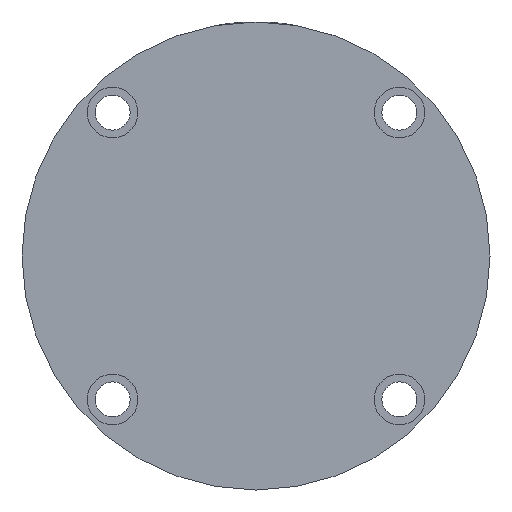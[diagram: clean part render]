
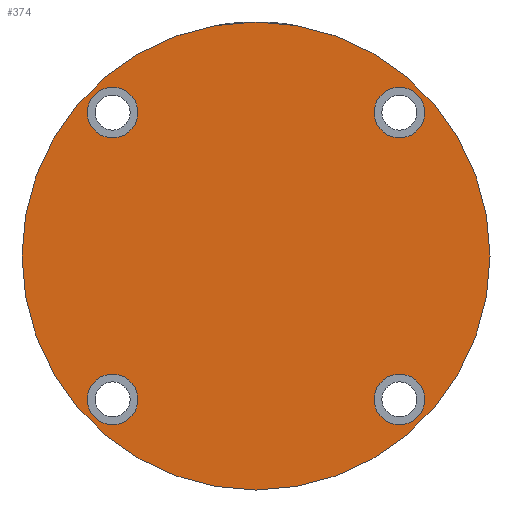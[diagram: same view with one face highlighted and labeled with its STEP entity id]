
A CAD part, left-side view. The second image highlights one B-rep face of the part: STEP entity #374.
In plain terms, the highlighted face is planar.
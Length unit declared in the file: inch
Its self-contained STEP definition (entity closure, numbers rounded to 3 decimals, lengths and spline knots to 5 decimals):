
#53 = CARTESIAN_POINT ( 'NONE',  ( -1.14905, 0.66, 1.14905 ) ) ;
#73 = AXIS2_PLACEMENT_3D ( 'NONE', #109, #2581, #474 ) ;
#79 = CARTESIAN_POINT ( 'NONE',  ( -1.14905, 0.66, -1.35205 ) ) ;
#109 = CARTESIAN_POINT ( 'NONE',  ( 1.14905, 0.66, -1.14905 ) ) ;
#265 = AXIS2_PLACEMENT_3D ( 'NONE', #281, #2748, #612 ) ;
#281 = CARTESIAN_POINT ( 'NONE',  ( 1.14905, 0.66, 1.14905 ) ) ;
#350 = ORIENTED_EDGE ( 'NONE', *, *, #4549, .F. ) ;
#364 = AXIS2_PLACEMENT_3D ( 'NONE', #3568, #1411, #3917 ) ;
#369 = CARTESIAN_POINT ( 'NONE',  ( -1.14905, 0.66, 1.35205 ) ) ;
#374 = ADVANCED_FACE ( 'PLANAR_0', ( #595, #2708, #819, #4485, #3565 ), #1225, .F. ) ;
#430 = DIRECTION ( 'NONE',  ( 0., 0., 1. ) ) ;
#474 = DIRECTION ( 'NONE',  ( 0., 0., 1. ) ) ;
#490 = CIRCLE ( 'NONE', #364, 1.875 ) ;
#502 = CIRCLE ( 'NONE', #3577, 0.203 ) ;
#584 = DIRECTION ( 'NONE',  ( 0., 1., 0. ) ) ;
#589 = CARTESIAN_POINT ( 'NONE',  ( -1.14905, 0.66, 1.14905 ) ) ;
#595 = FACE_BOUND ( 'NONE', #3475, .T. ) ;
#612 = DIRECTION ( 'NONE',  ( 0., 0., 1. ) ) ;
#819 = FACE_BOUND ( 'NONE', #3924, .T. ) ;
#862 = DIRECTION ( 'NONE',  ( 0., 1., 0. ) ) ;
#866 = CARTESIAN_POINT ( 'NONE',  ( 0., 0.66, 0. ) ) ;
#953 = DIRECTION ( 'NONE',  ( 0., 0., 1. ) ) ;
#973 = CARTESIAN_POINT ( 'NONE',  ( -1.14905, 0.66, -1.14905 ) ) ;
#1036 = AXIS2_PLACEMENT_3D ( 'NONE', #589, #3109, #953 ) ;
#1159 = ORIENTED_EDGE ( 'NONE', *, *, #1450, .T. ) ;
#1167 = DIRECTION ( 'NONE',  ( 0., 1., 0. ) ) ;
#1189 = VERTEX_POINT ( 'NONE', #2315 ) ;
#1218 = CIRCLE ( 'NONE', #3929, 0.203 ) ;
#1225 = PLANE ( 'NONE',  #3833 ) ;
#1262 = CARTESIAN_POINT ( 'NONE',  ( 0., 0.66, 1.875 ) ) ;
#1328 = DIRECTION ( 'NONE',  ( 0., 0., 1. ) ) ;
#1411 = DIRECTION ( 'NONE',  ( 0., 1., 0. ) ) ;
#1450 = EDGE_CURVE ( 'NONE', #3980, #2802, #490, .T. ) ;
#1479 = CARTESIAN_POINT ( 'NONE',  ( 1.14905, 0.66, -1.35205 ) ) ;
#1655 = DIRECTION ( 'NONE',  ( 0., 1., 0. ) ) ;
#1762 = CARTESIAN_POINT ( 'NONE',  ( -1.14905, 0.66, 0.94605 ) ) ;
#1839 = CIRCLE ( 'NONE', #73, 0.203 ) ;
#1845 = VERTEX_POINT ( 'NONE', #369 ) ;
#1935 = EDGE_CURVE ( 'NONE', #1845, #4086, #2053, .T. ) ;
#2013 = VERTEX_POINT ( 'NONE', #1479 ) ;
#2053 = CIRCLE ( 'NONE', #3752, 0.203 ) ;
#2167 = CARTESIAN_POINT ( 'NONE',  ( 1.14905, 0.66, -1.14905 ) ) ;
#2238 = CARTESIAN_POINT ( 'NONE',  ( 1.14905, 0.66, 0.94605 ) ) ;
#2256 = AXIS2_PLACEMENT_3D ( 'NONE', #3802, #1655, #4156 ) ;
#2315 = CARTESIAN_POINT ( 'NONE',  ( 1.14905, 0.66, -0.94605 ) ) ;
#2330 = VERTEX_POINT ( 'NONE', #3442 ) ;
#2347 = EDGE_CURVE ( 'NONE', #2330, #2611, #3040, .T. ) ;
#2526 = DIRECTION ( 'NONE',  ( 0., 1., 0. ) ) ;
#2565 = ORIENTED_EDGE ( 'NONE', *, *, #3578, .F. ) ;
#2571 = VERTEX_POINT ( 'NONE', #2889 ) ;
#2581 = DIRECTION ( 'NONE',  ( 0., 1., 0. ) ) ;
#2611 = VERTEX_POINT ( 'NONE', #79 ) ;
#2622 = ORIENTED_EDGE ( 'NONE', *, *, #1935, .F. ) ;
#2643 = EDGE_CURVE ( 'NONE', #2802, #3980, #3868, .T. ) ;
#2690 = VERTEX_POINT ( 'NONE', #2238 ) ;
#2708 = FACE_BOUND ( 'NONE', #4045, .T. ) ;
#2716 = CARTESIAN_POINT ( 'NONE',  ( 1.14905, 0.66, 1.14905 ) ) ;
#2748 = DIRECTION ( 'NONE',  ( 0., 1., 0. ) ) ;
#2802 = VERTEX_POINT ( 'NONE', #1262 ) ;
#2851 = EDGE_CURVE ( 'NONE', #1189, #2013, #502, .T. ) ;
#2889 = CARTESIAN_POINT ( 'NONE',  ( 1.14905, 0.66, 1.35205 ) ) ;
#2933 = DIRECTION ( 'NONE',  ( 0., 0., -1. ) ) ;
#2948 = DIRECTION ( 'NONE',  ( 0., -1., 0. ) ) ;
#3002 = ORIENTED_EDGE ( 'NONE', *, *, #3636, .F. ) ;
#3005 = EDGE_CURVE ( 'NONE', #2611, #2330, #3298, .T. ) ;
#3040 = CIRCLE ( 'NONE', #4290, 0.203 ) ;
#3093 = DIRECTION ( 'NONE',  ( 0., 0., 1. ) ) ;
#3109 = DIRECTION ( 'NONE',  ( 0., 1., 0. ) ) ;
#3238 = ORIENTED_EDGE ( 'NONE', *, *, #2347, .F. ) ;
#3298 = CIRCLE ( 'NONE', #2256, 0.203 ) ;
#3315 = CARTESIAN_POINT ( 'NONE',  ( 0., 0.66, 0. ) ) ;
#3362 = DIRECTION ( 'NONE',  ( 0., 0., 1. ) ) ;
#3442 = CARTESIAN_POINT ( 'NONE',  ( -1.14905, 0.66, -0.94605 ) ) ;
#3475 = EDGE_LOOP ( 'NONE', ( #3238, #3757 ) ) ;
#3476 = DIRECTION ( 'NONE',  ( 0., 1., 0. ) ) ;
#3565 = FACE_OUTER_BOUND ( 'NONE', #3863, .T. ) ;
#3568 = CARTESIAN_POINT ( 'NONE',  ( 0., 0.66, 0. ) ) ;
#3577 = AXIS2_PLACEMENT_3D ( 'NONE', #2167, #862, #3362 ) ;
#3578 = EDGE_CURVE ( 'NONE', #2571, #2690, #1218, .T. ) ;
#3620 = CARTESIAN_POINT ( 'NONE',  ( 0., 0.66, -1.875 ) ) ;
#3634 = CIRCLE ( 'NONE', #1036, 0.203 ) ;
#3636 = EDGE_CURVE ( 'NONE', #2690, #2571, #3844, .T. ) ;
#3666 = DIRECTION ( 'NONE',  ( 0., 0., 1. ) ) ;
#3691 = EDGE_LOOP ( 'NONE', ( #2622, #350 ) ) ;
#3752 = AXIS2_PLACEMENT_3D ( 'NONE', #53, #2526, #430 ) ;
#3757 = ORIENTED_EDGE ( 'NONE', *, *, #3005, .F. ) ;
#3802 = CARTESIAN_POINT ( 'NONE',  ( -1.14905, 0.66, -1.14905 ) ) ;
#3833 = AXIS2_PLACEMENT_3D ( 'NONE', #866, #2948, #2933 ) ;
#3844 = CIRCLE ( 'NONE', #265, 0.203 ) ;
#3863 = EDGE_LOOP ( 'NONE', ( #4523, #1159 ) ) ;
#3868 = CIRCLE ( 'NONE', #3895, 1.875 ) ;
#3874 = ORIENTED_EDGE ( 'NONE', *, *, #4421, .F. ) ;
#3895 = AXIS2_PLACEMENT_3D ( 'NONE', #3315, #1167, #3666 ) ;
#3917 = DIRECTION ( 'NONE',  ( 0., 0., 1. ) ) ;
#3924 = EDGE_LOOP ( 'NONE', ( #2565, #3002 ) ) ;
#3929 = AXIS2_PLACEMENT_3D ( 'NONE', #2716, #584, #3093 ) ;
#3975 = ORIENTED_EDGE ( 'NONE', *, *, #2851, .F. ) ;
#3980 = VERTEX_POINT ( 'NONE', #3620 ) ;
#4045 = EDGE_LOOP ( 'NONE', ( #3975, #3874 ) ) ;
#4086 = VERTEX_POINT ( 'NONE', #1762 ) ;
#4156 = DIRECTION ( 'NONE',  ( 0., 0., 1. ) ) ;
#4290 = AXIS2_PLACEMENT_3D ( 'NONE', #973, #3476, #1328 ) ;
#4421 = EDGE_CURVE ( 'NONE', #2013, #1189, #1839, .T. ) ;
#4485 = FACE_BOUND ( 'NONE', #3691, .T. ) ;
#4523 = ORIENTED_EDGE ( 'NONE', *, *, #2643, .T. ) ;
#4549 = EDGE_CURVE ( 'NONE', #4086, #1845, #3634, .T. ) ;
